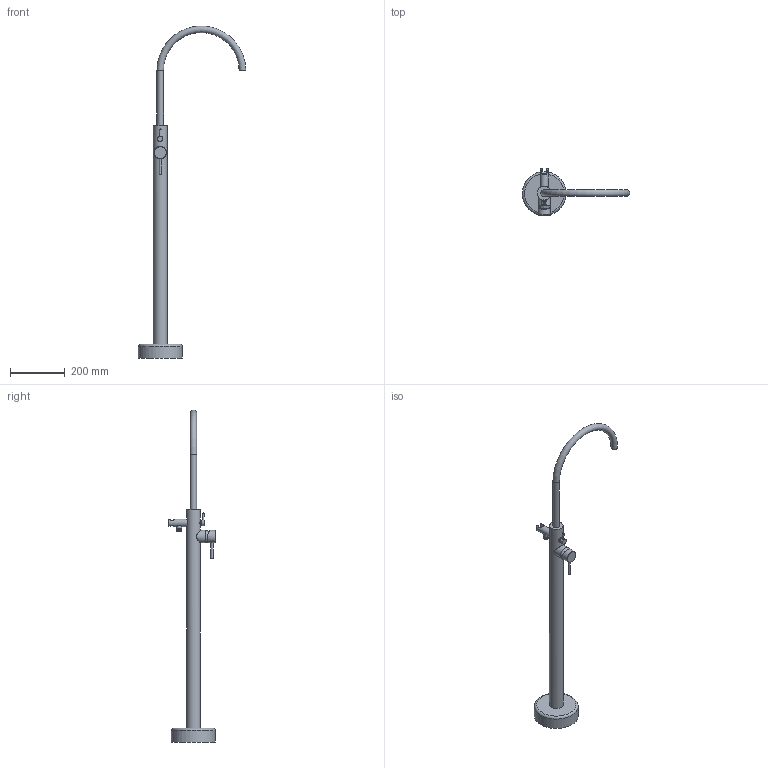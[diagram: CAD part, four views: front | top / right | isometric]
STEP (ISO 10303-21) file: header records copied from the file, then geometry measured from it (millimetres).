
FILE_DESCRIPTION(/* description */ (''),/* implementation_level */ '2;1');
FILE_NAME(/* name */ 'CL2166003CR.stp',/* time_stamp */ '2020-02-11T14:48:17+08:00',/* author */ (''),/* organization */ (''),/* preprocessor_version */ 'ST-DEVELOPER v16.7',/* originating_system */ 'SIEMENS PLM Software NX 1903',/* authorisation */ '');
FILE_SCHEMA (('AUTOMOTIVE_DESIGN { 1 0 10303 214 3 1 1 1 }'));
Length unit declared in the file: millimetre
Products named in the file (1): CL2166003CR
Bounding box: 392 x 170 x 1212 mm (x, y, z)
Volume: 3014424.7 mm3; surface area: 270231.5 mm2
Topology: 6 solids, 6 shells, 47 faces, 92 edges, 61 vertices
Faces by surface type: plane 22, cylinder 15, torus 3, cone 3, bspline 3, sphere 1
Full cylindrical faces by diameter (mm): 8 x1, 20 x2, 20.9 x5, 24 x1, 28 x1, 45 x2, 50 x1, 160 x1
Entity records: 2227 total; most frequent: CARTESIAN_POINT 1472, DIRECTION 141, ORIENTED_EDGE 104, AXIS2_PLACEMENT_3D 66, EDGE_LOOP 65, EDGE_CURVE 52, ADVANCED_FACE 43, VERTEX_POINT 43
